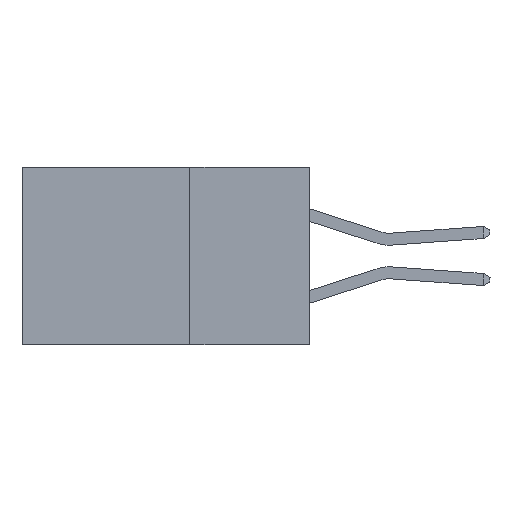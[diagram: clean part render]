
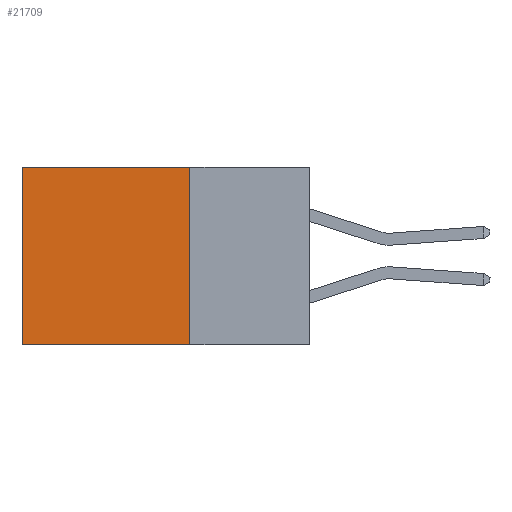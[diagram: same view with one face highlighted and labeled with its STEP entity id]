
A CAD part, left-side view. The second image highlights one B-rep face of the part: STEP entity #21709.
In plain terms, the highlighted planar face has unit normal (-1, 0, 0).
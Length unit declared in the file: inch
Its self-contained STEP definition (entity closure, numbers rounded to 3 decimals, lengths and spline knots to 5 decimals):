
#430 = LINE ( 'NONE', #10128, #18930 ) ;
#1315 = VERTEX_POINT ( 'NONE', #9963 ) ;
#1517 = CARTESIAN_POINT ( 'NONE',  ( 0.298, 0.6, -0.37 ) ) ;
#1612 = DIRECTION ( 'NONE',  ( 0., 0., -1. ) ) ;
#2034 = DIRECTION ( 'NONE',  ( 0., 0., -1. ) ) ;
#2175 = VERTEX_POINT ( 'NONE', #10195 ) ;
#2577 = CARTESIAN_POINT ( 'NONE',  ( 0.298, 0.25, 0. ) ) ;
#2616 = VECTOR ( 'NONE', #6356, 39.37008 ) ;
#3783 = AXIS2_PLACEMENT_3D ( 'NONE', #2577, #6149, #16398 ) ;
#5327 = LINE ( 'NONE', #9628, #2616 ) ;
#6149 = DIRECTION ( 'NONE',  ( 1., 0., 0. ) ) ;
#6356 = DIRECTION ( 'NONE',  ( 0., 1., 0. ) ) ;
#6749 = VERTEX_POINT ( 'NONE', #1517 ) ;
#7531 = EDGE_CURVE ( 'NONE', #10363, #1315, #430, .T. ) ;
#7715 = ORIENTED_EDGE ( 'NONE', *, *, #7531, .F. ) ;
#8615 = EDGE_CURVE ( 'NONE', #10363, #2175, #18881, .T. ) ;
#8665 = ORIENTED_EDGE ( 'NONE', *, *, #18192, .T. ) ;
#8689 = CARTESIAN_POINT ( 'NONE',  ( 0.298, 0.6, 0. ) ) ;
#9049 = ORIENTED_EDGE ( 'NONE', *, *, #8615, .T. ) ;
#9440 = PLANE ( 'NONE',  #3783 ) ;
#9525 = CARTESIAN_POINT ( 'NONE',  ( 0.298, 0.25, 0. ) ) ;
#9628 = CARTESIAN_POINT ( 'NONE',  ( 0.298, 0.25, -0.37 ) ) ;
#9799 = LINE ( 'NONE', #8689, #12794 ) ;
#9963 = CARTESIAN_POINT ( 'NONE',  ( 0.298, 0.25, -0.37 ) ) ;
#10128 = CARTESIAN_POINT ( 'NONE',  ( 0.298, 0.25, 0. ) ) ;
#10195 = CARTESIAN_POINT ( 'NONE',  ( 0.298, 0.6, 0. ) ) ;
#10363 = VERTEX_POINT ( 'NONE', #10458 ) ;
#10458 = CARTESIAN_POINT ( 'NONE',  ( 0.298, 0.25, 0. ) ) ;
#12794 = VECTOR ( 'NONE', #2034, 39.37008 ) ;
#14725 = EDGE_LOOP ( 'NONE', ( #8665, #15130, #7715, #9049 ) ) ;
#14766 = DIRECTION ( 'NONE',  ( 0., 1., 0. ) ) ;
#15130 = ORIENTED_EDGE ( 'NONE', *, *, #20392, .F. ) ;
#16398 = DIRECTION ( 'NONE',  ( 0., 0., -1. ) ) ;
#17291 = VECTOR ( 'NONE', #14766, 39.37008 ) ;
#17393 = FACE_OUTER_BOUND ( 'NONE', #14725, .T. ) ;
#18192 = EDGE_CURVE ( 'NONE', #2175, #6749, #9799, .T. ) ;
#18881 = LINE ( 'NONE', #9525, #17291 ) ;
#18930 = VECTOR ( 'NONE', #1612, 39.37008 ) ;
#20392 = EDGE_CURVE ( 'NONE', #1315, #6749, #5327, .T. ) ;
#21709 = ADVANCED_FACE ( 'NONE', ( #17393 ), #9440, .F. ) ;
